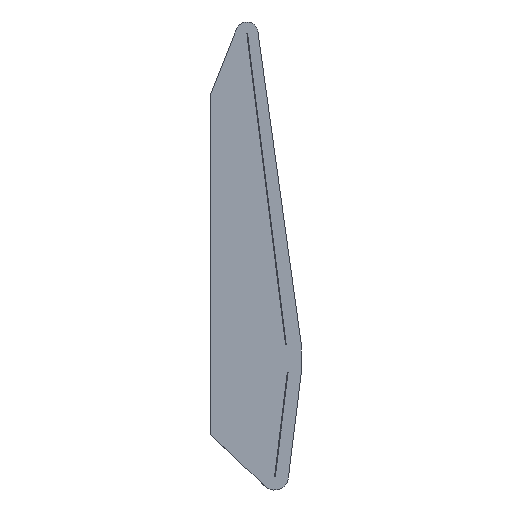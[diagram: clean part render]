
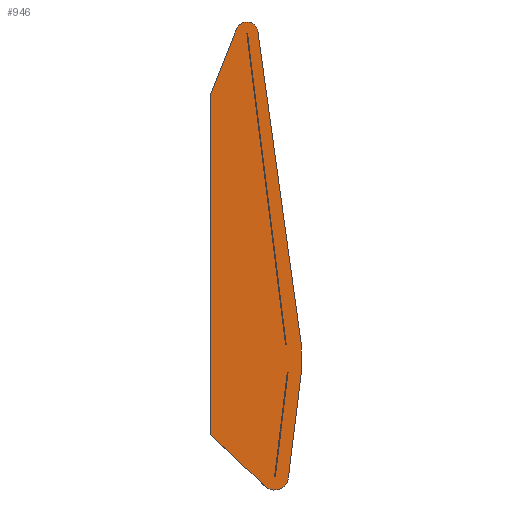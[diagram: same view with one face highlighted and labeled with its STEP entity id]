
A CAD part, left-side view. The second image highlights one B-rep face of the part: STEP entity #946.
In plain terms, the highlighted planar face has unit normal (-1, 0, 0).
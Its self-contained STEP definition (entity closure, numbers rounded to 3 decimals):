
#3 = VERTEX_POINT ( 'NONE', #1373 ) ;
#11 = LINE ( 'NONE', #923, #939 ) ;
#57 = CARTESIAN_POINT ( 'NONE',  ( -66., -260.223, 481.046 ) ) ;
#59 = FACE_OUTER_BOUND ( 'NONE', #471, .T. ) ;
#71 = EDGE_CURVE ( 'NONE', #2267, #807, #1749, .T. ) ;
#76 = ORIENTED_EDGE ( 'NONE', *, *, #2275, .F. ) ;
#103 = CARTESIAN_POINT ( 'NONE',  ( -66., 65., 150. ) ) ;
#108 = ORIENTED_EDGE ( 'NONE', *, *, #1820, .F. ) ;
#117 = LINE ( 'NONE', #1739, #742 ) ;
#127 = DIRECTION ( 'NONE',  ( 0., -1., 0. ) ) ;
#137 = EDGE_CURVE ( 'NONE', #444, #961, #861, .T. ) ;
#144 = CARTESIAN_POINT ( 'NONE',  ( -66., -165., 0. ) ) ;
#148 = EDGE_CURVE ( 'NONE', #807, #1093, #1151, .T. ) ;
#154 = EDGE_LOOP ( 'NONE', ( #1152, #924, #1192, #1839 ) ) ;
#181 = LINE ( 'NONE', #226, #2193 ) ;
#186 = ORIENTED_EDGE ( 'NONE', *, *, #908, .F. ) ;
#191 = AXIS2_PLACEMENT_3D ( 'NONE', #748, #1699, #2312 ) ;
#195 = CARTESIAN_POINT ( 'NONE',  ( -66., -206.772, 473.595 ) ) ;
#196 = VECTOR ( 'NONE', #2496, 1000. ) ;
#216 = ORIENTED_EDGE ( 'NONE', *, *, #922, .F. ) ;
#226 = CARTESIAN_POINT ( 'NONE',  ( -66., -130.517, -36.207 ) ) ;
#268 = CIRCLE ( 'NONE', #1030, 50. ) ;
#285 = CARTESIAN_POINT ( 'NONE',  ( -66., -67.277, 1597.155 ) ) ;
#287 = DIRECTION ( 'NONE',  ( 1., 0., 0. ) ) ;
#342 = LINE ( 'NONE', #1691, #2368 ) ;
#358 = VERTEX_POINT ( 'NONE', #1043 ) ;
#370 = CARTESIAN_POINT ( 'NONE',  ( -66., -213.351, 372.995 ) ) ;
#400 = DIRECTION ( 'NONE',  ( 1., 0., 0. ) ) ;
#409 = EDGE_CURVE ( 'NONE', #2508, #744, #268, .T. ) ;
#434 = CARTESIAN_POINT ( 'NONE',  ( -66., -165., 0. ) ) ;
#444 = VERTEX_POINT ( 'NONE', #103 ) ;
#471 = EDGE_LOOP ( 'NONE', ( #1154, #813, #1304, #890, #1545, #216, #821, #576, #1426, #186 ) ) ;
#479 = CARTESIAN_POINT ( 'NONE',  ( -66., -165., 0. ) ) ;
#496 = VECTOR ( 'NONE', #2211, 1000. ) ;
#506 = CARTESIAN_POINT ( 'NONE',  ( -66., -260.757, 373.313 ) ) ;
#521 = DIRECTION ( 'NONE',  ( 0., 0.122, -0.993 ) ) ;
#522 = LINE ( 'NONE', #1687, #936 ) ;
#544 = VERTEX_POINT ( 'NONE', #1686 ) ;
#576 = ORIENTED_EDGE ( 'NONE', *, *, #1792, .F. ) ;
#591 = CARTESIAN_POINT ( 'NONE',  ( -66., -206.772, 473.595 ) ) ;
#607 = DIRECTION ( 'NONE',  ( 0., -0.992, 0.123 ) ) ;
#635 = CARTESIAN_POINT ( 'NONE',  ( -66., 65., 1379.616 ) ) ;
#638 = CARTESIAN_POINT ( 'NONE',  ( -66., -165., 0. ) ) ;
#656 = LINE ( 'NONE', #1759, #2350 ) ;
#682 = CIRCLE ( 'NONE', #191, 56.262 ) ;
#734 = EDGE_CURVE ( 'NONE', #358, #2267, #656, .T. ) ;
#742 = VECTOR ( 'NONE', #1965, 1000. ) ;
#744 = VERTEX_POINT ( 'NONE', #1388 ) ;
#748 = CARTESIAN_POINT ( 'NONE',  ( -66., -204.495, 473.312 ) ) ;
#769 = EDGE_CURVE ( 'NONE', #2109, #864, #117, .T. ) ;
#807 = VERTEX_POINT ( 'NONE', #591 ) ;
#813 = ORIENTED_EDGE ( 'NONE', *, *, #1812, .F. ) ;
#821 = ORIENTED_EDGE ( 'NONE', *, *, #1315, .F. ) ;
#843 = DIRECTION ( 'NONE',  ( 0., 0., -1. ) ) ;
#861 = LINE ( 'NONE', #2132, #2105 ) ;
#864 = VERTEX_POINT ( 'NONE', #1611 ) ;
#887 = FACE_BOUND ( 'NONE', #1364, .T. ) ;
#890 = ORIENTED_EDGE ( 'NONE', *, *, #1617, .F. ) ;
#908 = EDGE_CURVE ( 'NONE', #744, #444, #181, .T. ) ;
#915 = DIRECTION ( 'NONE',  ( 0., 0.122, -0.993 ) ) ;
#921 = CARTESIAN_POINT ( 'NONE',  ( -66., -204.495, 473.312 ) ) ;
#922 = EDGE_CURVE ( 'NONE', #544, #1726, #1209, .T. ) ;
#923 = CARTESIAN_POINT ( 'NONE',  ( -66., -167.594, -0.318 ) ) ;
#924 = ORIENTED_EDGE ( 'NONE', *, *, #71, .F. ) ;
#936 = VECTOR ( 'NONE', #1512, 1000. ) ;
#939 = VECTOR ( 'NONE', #1137, 1000. ) ;
#946 = ADVANCED_FACE ( 'NONE', ( #887, #1940, #59 ), #2002, .F. ) ;
#947 = LINE ( 'NONE', #2030, #1291 ) ;
#955 = VERTEX_POINT ( 'NONE', #2009 ) ;
#958 = AXIS2_PLACEMENT_3D ( 'NONE', #434, #1238, #1793 ) ;
#960 = CARTESIAN_POINT ( 'NONE',  ( -66., -210.757, 373.313 ) ) ;
#961 = VERTEX_POINT ( 'NONE', #635 ) ;
#978 = DIRECTION ( 'NONE',  ( 0., -1., 0. ) ) ;
#1013 = LINE ( 'NONE', #2424, #496 ) ;
#1030 = AXIS2_PLACEMENT_3D ( 'NONE', #479, #287, #127 ) ;
#1043 = CARTESIAN_POINT ( 'NONE',  ( -66., -65., 1596.872 ) ) ;
#1093 = VERTEX_POINT ( 'NONE', #285 ) ;
#1137 = DIRECTION ( 'NONE',  ( 0., -0.122, 0.993 ) ) ;
#1142 = VECTOR ( 'NONE', #1226, 1000. ) ;
#1147 = EDGE_CURVE ( 'NONE', #955, #2109, #2252, .T. ) ;
#1151 = LINE ( 'NONE', #195, #2501 ) ;
#1152 = ORIENTED_EDGE ( 'NONE', *, *, #148, .F. ) ;
#1154 = ORIENTED_EDGE ( 'NONE', *, *, #409, .F. ) ;
#1172 = DIRECTION ( 'NONE',  ( 0., -0.123, -0.992 ) ) ;
#1175 = DIRECTION ( 'NONE',  ( 0., 0., 1. ) ) ;
#1192 = ORIENTED_EDGE ( 'NONE', *, *, #734, .F. ) ;
#1209 = LINE ( 'NONE', #57, #1142 ) ;
#1226 = DIRECTION ( 'NONE',  ( 0., -0.137, -0.991 ) ) ;
#1235 = CARTESIAN_POINT ( 'NONE',  ( -66., -260.386, 367.229 ) ) ;
#1238 = DIRECTION ( 'NONE',  ( 1., 0., 0. ) ) ;
#1266 = CARTESIAN_POINT ( 'NONE',  ( -66., -260.223, 481.046 ) ) ;
#1291 = VECTOR ( 'NONE', #843, 1000. ) ;
#1304 = ORIENTED_EDGE ( 'NONE', *, *, #2450, .F. ) ;
#1315 = EDGE_CURVE ( 'NONE', #1886, #544, #1834, .T. ) ;
#1332 = EDGE_CURVE ( 'NONE', #1726, #3, #682, .T. ) ;
#1340 = CARTESIAN_POINT ( 'NONE',  ( -66., -27.862, 1611.73 ) ) ;
#1364 = EDGE_LOOP ( 'NONE', ( #108, #1514, #1515, #76 ) ) ;
#1373 = CARTESIAN_POINT ( 'NONE',  ( -66., -260.757, 473.312 ) ) ;
#1388 = CARTESIAN_POINT ( 'NONE',  ( -66., -130.517, -36.207 ) ) ;
#1426 = ORIENTED_EDGE ( 'NONE', *, *, #137, .F. ) ;
#1512 = DIRECTION ( 'NONE',  ( 0., 0.993, 0.122 ) ) ;
#1514 = ORIENTED_EDGE ( 'NONE', *, *, #769, .F. ) ;
#1515 = ORIENTED_EDGE ( 'NONE', *, *, #1147, .F. ) ;
#1531 = CARTESIAN_POINT ( 'NONE',  ( -66., -27.862, 1611.73 ) ) ;
#1545 = ORIENTED_EDGE ( 'NONE', *, *, #1332, .F. ) ;
#1570 = CARTESIAN_POINT ( 'NONE',  ( -66., -204.495, 473.312 ) ) ;
#1572 = VERTEX_POINT ( 'NONE', #1235 ) ;
#1611 = CARTESIAN_POINT ( 'NONE',  ( -66., -167.594, -0.318 ) ) ;
#1617 = EDGE_CURVE ( 'NONE', #3, #1724, #947, .T. ) ;
#1661 = EDGE_CURVE ( 'NONE', #1093, #358, #1013, .T. ) ;
#1686 = CARTESIAN_POINT ( 'NONE',  ( -66., -104.62, 1602.37 ) ) ;
#1687 = CARTESIAN_POINT ( 'NONE',  ( -66., -210.757, 373.313 ) ) ;
#1691 = CARTESIAN_POINT ( 'NONE',  ( -66., -214.629, -6.083 ) ) ;
#1699 = DIRECTION ( 'NONE',  ( 1., 0., 0. ) ) ;
#1724 = VERTEX_POINT ( 'NONE', #506 ) ;
#1726 = VERTEX_POINT ( 'NONE', #1266 ) ;
#1739 = CARTESIAN_POINT ( 'NONE',  ( -66., -165., 0. ) ) ;
#1749 = LINE ( 'NONE', #1570, #1816 ) ;
#1750 = DIRECTION ( 'NONE',  ( 0., 0.123, 0.992 ) ) ;
#1759 = CARTESIAN_POINT ( 'NONE',  ( -66., -204.495, 473.312 ) ) ;
#1792 = EDGE_CURVE ( 'NONE', #961, #1886, #1861, .T. ) ;
#1793 = DIRECTION ( 'NONE',  ( 0., -1., 0. ) ) ;
#1812 = EDGE_CURVE ( 'NONE', #1572, #2508, #342, .T. ) ;
#1816 = VECTOR ( 'NONE', #607, 1000. ) ;
#1820 = EDGE_CURVE ( 'NONE', #864, #2410, #11, .T. ) ;
#1834 = CIRCLE ( 'NONE', #2157, 40. ) ;
#1839 = ORIENTED_EDGE ( 'NONE', *, *, #1661, .F. ) ;
#1861 = LINE ( 'NONE', #1340, #196 ) ;
#1886 = VERTEX_POINT ( 'NONE', #1531 ) ;
#1924 = DIRECTION ( 'NONE',  ( 0., 1., 0. ) ) ;
#1940 = FACE_BOUND ( 'NONE', #154, .T. ) ;
#1953 = CARTESIAN_POINT ( 'NONE',  ( -66., -214.629, -6.083 ) ) ;
#1965 = DIRECTION ( 'NONE',  ( 0., -0.993, -0.122 ) ) ;
#2002 = PLANE ( 'NONE',  #958 ) ;
#2009 = CARTESIAN_POINT ( 'NONE',  ( -66., -210.757, 373.313 ) ) ;
#2030 = CARTESIAN_POINT ( 'NONE',  ( -66., -260.757, 373.313 ) ) ;
#2105 = VECTOR ( 'NONE', #1175, 1000. ) ;
#2109 = VERTEX_POINT ( 'NONE', #638 ) ;
#2128 = CARTESIAN_POINT ( 'NONE',  ( -66., -65., 1596.872 ) ) ;
#2131 = VECTOR ( 'NONE', #915, 1000. ) ;
#2132 = CARTESIAN_POINT ( 'NONE',  ( -66., 65., 1379.616 ) ) ;
#2157 = AXIS2_PLACEMENT_3D ( 'NONE', #2128, #2342, #1924 ) ;
#2193 = VECTOR ( 'NONE', #2386, 1000. ) ;
#2211 = DIRECTION ( 'NONE',  ( 0., 0.992, -0.123 ) ) ;
#2252 = LINE ( 'NONE', #144, #2131 ) ;
#2267 = VERTEX_POINT ( 'NONE', #921 ) ;
#2275 = EDGE_CURVE ( 'NONE', #2410, #955, #522, .T. ) ;
#2312 = DIRECTION ( 'NONE',  ( 0., -1., 0. ) ) ;
#2342 = DIRECTION ( 'NONE',  ( 1., 0., 0. ) ) ;
#2350 = VECTOR ( 'NONE', #1172, 1000. ) ;
#2368 = VECTOR ( 'NONE', #521, 1000. ) ;
#2386 = DIRECTION ( 'NONE',  ( 0., 0.724, 0.69 ) ) ;
#2410 = VERTEX_POINT ( 'NONE', #370 ) ;
#2424 = CARTESIAN_POINT ( 'NONE',  ( -66., -65., 1596.872 ) ) ;
#2426 = AXIS2_PLACEMENT_3D ( 'NONE', #960, #400, #978 ) ;
#2450 = EDGE_CURVE ( 'NONE', #1724, #1572, #2478, .T. ) ;
#2478 = CIRCLE ( 'NONE', #2426, 50. ) ;
#2496 = DIRECTION ( 'NONE',  ( 0., -0.371, 0.928 ) ) ;
#2501 = VECTOR ( 'NONE', #1750, 1000. ) ;
#2508 = VERTEX_POINT ( 'NONE', #1953 ) ;
